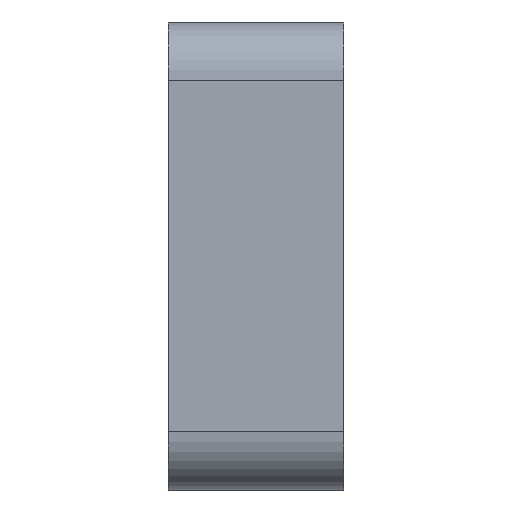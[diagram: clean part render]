
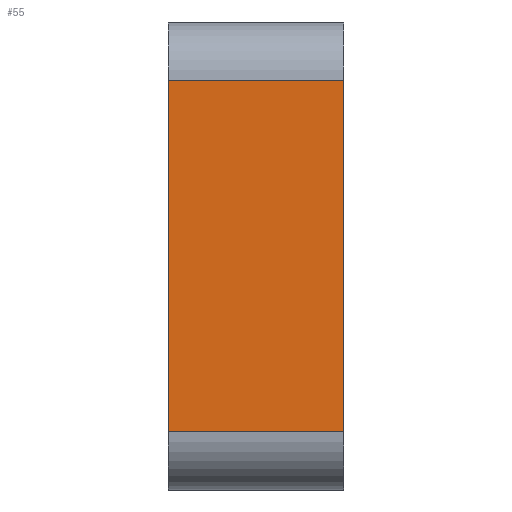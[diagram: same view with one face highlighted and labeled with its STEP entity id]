
A CAD part, left-side view. The second image highlights one B-rep face of the part: STEP entity #55.
In plain terms, the highlighted planar face has unit normal (-1, 0, 0).
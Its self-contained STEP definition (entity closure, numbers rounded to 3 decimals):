
#55=ADVANCED_FACE('',(#121),#123,.T.);
#121=FACE_BOUND('',#122,.T.);
#122=EDGE_LOOP('',(#192,#193,#194,#195));
#123=PLANE('',#124);
#124=AXIS2_PLACEMENT_3D('',#125,#126,#127);
#125=CARTESIAN_POINT('',(-16.,0.,-4.));
#126=DIRECTION('',(-1.,0.,0.));
#127=DIRECTION('',(0.,0.,1.));
#192=ORIENTED_EDGE('',*,*,#238,.T.);
#193=ORIENTED_EDGE('',*,*,#229,.F.);
#194=ORIENTED_EDGE('',*,*,#239,.F.);
#195=ORIENTED_EDGE('',*,*,#213,.T.);
#213=EDGE_CURVE('',#243,#240,#244,.T.);
#229=EDGE_CURVE('',#273,#261,#275,.T.);
#238=EDGE_CURVE('',#240,#261,#286,.T.);
#239=EDGE_CURVE('',#243,#273,#287,.T.);
#240=VERTEX_POINT('',#288);
#243=VERTEX_POINT('',#294);
#244=LINE('',#295,#296);
#261=VERTEX_POINT('',#335);
#273=VERTEX_POINT('',#362);
#275=LINE('',#367,#368);
#286=LINE('',#398,#399);
#287=LINE('',#401,#402);
#288=CARTESIAN_POINT('',(-16.,0.,3.));
#294=CARTESIAN_POINT('',(-16.,0.,-3.));
#295=CARTESIAN_POINT('',(-16.,0.,-3.));
#296=VECTOR('',#297,1.);
#297=DIRECTION('',(0.,0.,1.));
#335=CARTESIAN_POINT('',(-16.,3.,3.));
#362=CARTESIAN_POINT('',(-16.,3.,-3.));
#367=CARTESIAN_POINT('',(-16.,3.,-3.));
#368=VECTOR('',#369,1.);
#369=DIRECTION('',(0.,0.,1.));
#398=CARTESIAN_POINT('',(-16.,0.,3.));
#399=VECTOR('',#400,1.);
#400=DIRECTION('',(0.,1.,0.));
#401=CARTESIAN_POINT('',(-16.,0.,-3.));
#402=VECTOR('',#403,1.);
#403=DIRECTION('',(0.,1.,0.));
